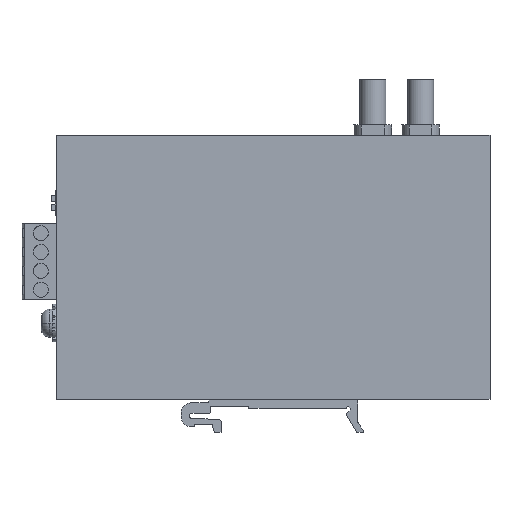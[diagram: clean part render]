
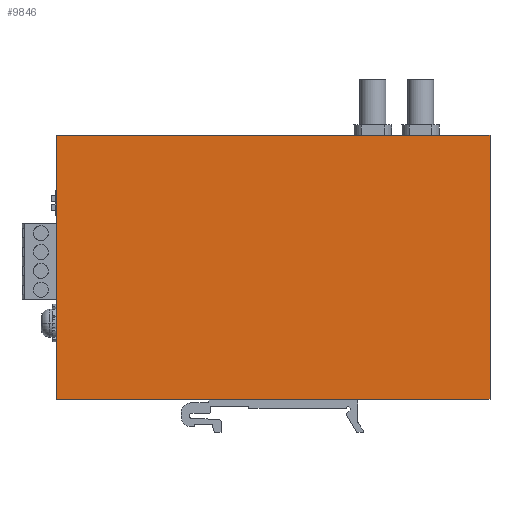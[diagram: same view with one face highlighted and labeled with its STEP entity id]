
A CAD part, left-side view. The second image highlights one B-rep face of the part: STEP entity #9846.
In plain terms, the highlighted planar face has unit normal (-1, 0, 0).
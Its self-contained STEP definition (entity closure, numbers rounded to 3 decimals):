
#9833=AXIS2_PLACEMENT_3D('Plane Axis2P3D',#9830,#9831,#9832) ;
#9362=CARTESIAN_POINT('Vertex',(0.,0.,8.8)) ;
#9365=CARTESIAN_POINT('Line Origine',(0.,57.5,8.8)) ;
#9369=CARTESIAN_POINT('Vertex',(0.,115.,8.8)) ;
#9632=CARTESIAN_POINT('Vertex',(0.,115.,78.8)) ;
#9640=CARTESIAN_POINT('Line Origine',(0.,115.,43.8)) ;
#9810=CARTESIAN_POINT('Vertex',(0.,0.,78.8)) ;
#9813=CARTESIAN_POINT('Line Origine',(0.,0.,43.8)) ;
#9830=CARTESIAN_POINT('Axis2P3D Location',(0.,0.,77.8)) ;
#9835=CARTESIAN_POINT('Line Origine',(0.,57.5,78.8)) ;
#9366=DIRECTION('Vector Direction',(0.,1.,0.)) ;
#9641=DIRECTION('Vector Direction',(0.,0.,-1.)) ;
#9814=DIRECTION('Vector Direction',(0.,0.,1.)) ;
#9831=DIRECTION('Axis2P3D Direction',(1.,0.,0.)) ;
#9832=DIRECTION('Axis2P3D XDirection',(0.,-1.,0.)) ;
#9836=DIRECTION('Vector Direction',(0.,-1.,0.)) ;
#9367=VECTOR('Line Direction',#9366,1.) ;
#9642=VECTOR('Line Direction',#9641,1.) ;
#9815=VECTOR('Line Direction',#9814,1.) ;
#9837=VECTOR('Line Direction',#9836,1.) ;
#9841=ORIENTED_EDGE('',*,*,#9839,.F.) ;
#9842=ORIENTED_EDGE('',*,*,#9644,.T.) ;
#9843=ORIENTED_EDGE('',*,*,#9371,.F.) ;
#9844=ORIENTED_EDGE('',*,*,#9817,.T.) ;
#9846=ADVANCED_FACE('SWITCH',(#9845),#9834,.F.) ;
#9371=EDGE_CURVE('',#9363,#9370,#9368,.T.) ;
#9644=EDGE_CURVE('',#9633,#9370,#9643,.T.) ;
#9817=EDGE_CURVE('',#9363,#9811,#9816,.T.) ;
#9839=EDGE_CURVE('',#9633,#9811,#9838,.T.) ;
#9840=EDGE_LOOP('',(#9841,#9842,#9843,#9844)) ;
#9845=FACE_OUTER_BOUND('',#9840,.T.) ;
#9368=LINE('Line',#9365,#9367) ;
#9643=LINE('Line',#9640,#9642) ;
#9816=LINE('Line',#9813,#9815) ;
#9838=LINE('Line',#9835,#9837) ;
#9834=PLANE('',#9833) ;
#9363=VERTEX_POINT('',#9362) ;
#9370=VERTEX_POINT('',#9369) ;
#9633=VERTEX_POINT('',#9632) ;
#9811=VERTEX_POINT('',#9810) ;
